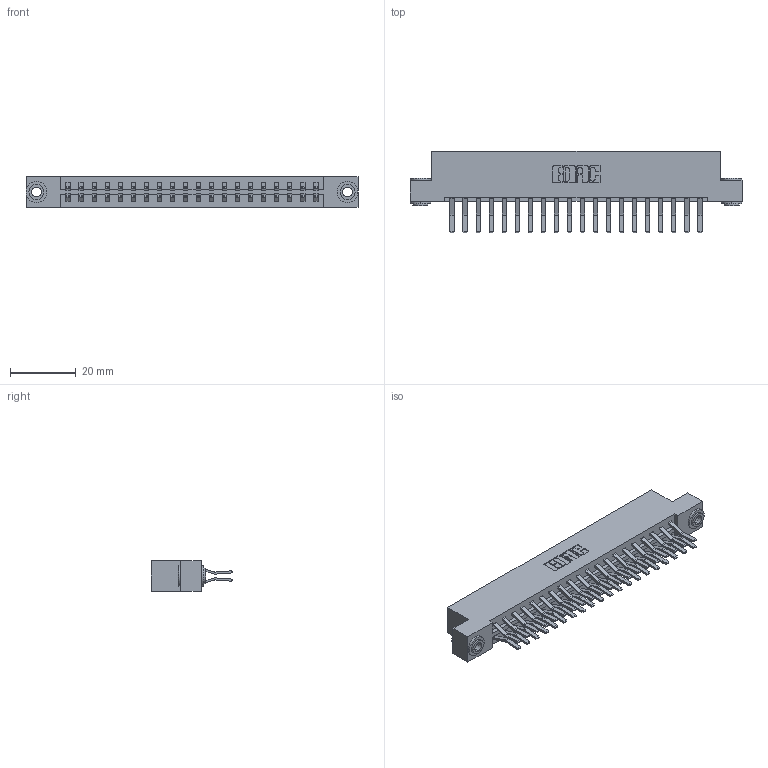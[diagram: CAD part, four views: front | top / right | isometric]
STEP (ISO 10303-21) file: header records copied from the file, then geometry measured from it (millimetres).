
FILE_DESCRIPTION (( 'STEP AP203' ), '1' );
FILE_NAME ('833-040-560-203.STEP', '2020-06-03T18:22:02', ( '' ), ( '' ), 'SwSTEP 2.0', 'SolidWorks 2020', '' );
FILE_SCHEMA (( 'CONFIG_CONTROL_DESIGN' ));
Length unit declared in the file: inch
Products named in the file (4): 833-040-560-203; 345-250-002_345-250-002-102; 345-292-001_560 Tail; 833 Part_Flush - .156 Dia - TH
Assembly tree (43 placements, depth 2):
  833-040-560-203
    833 Part_Flush - .156 Dia - TH
    345-292-001_560 Tail  x40
    345-250-002_345-250-002-102  x2
Bounding box: 100.79 x 24.78 x 9.4 mm (x, y, z)
Volume: 10365.6 mm3; surface area: 12987.2 mm2
Topology: 43 solids, 43 shells, 2312 faces, 6827 edges, 4494 vertices
Faces by surface type: plane 1520, cylinder 784, cone 8
Entity records: 16450 total; most frequent: CARTESIAN_POINT 2729, ORIENTED_EDGE 2658, DIRECTION 2407, EDGE_CURVE 1329, VECTOR 1173, LINE 1173, VERTEX_POINT 882, AXIS2_PLACEMENT_3D 617
